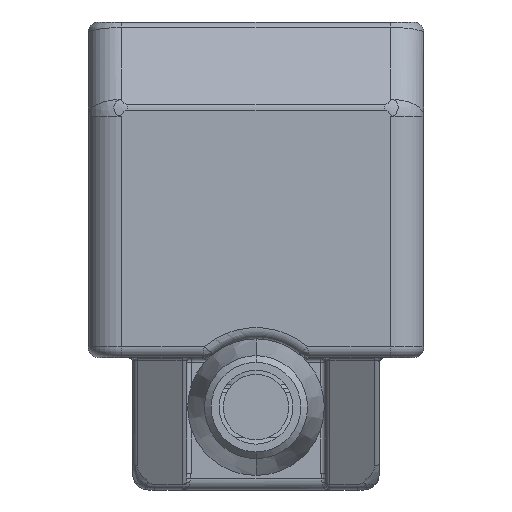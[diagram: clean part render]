
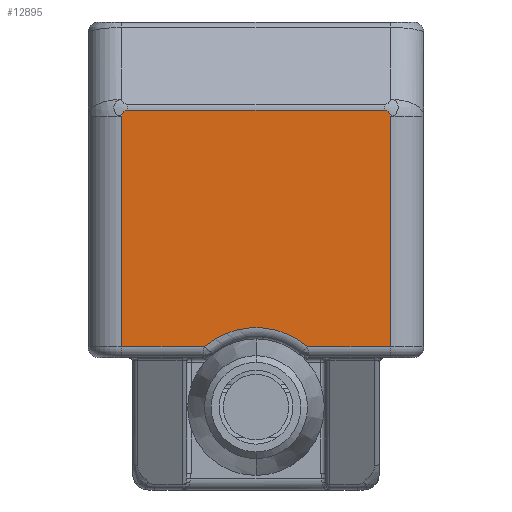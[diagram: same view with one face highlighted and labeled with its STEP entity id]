
A CAD part, front view. The second image highlights one B-rep face of the part: STEP entity #12895.
In plain terms, the highlighted planar face has unit normal (0, -1, 0).
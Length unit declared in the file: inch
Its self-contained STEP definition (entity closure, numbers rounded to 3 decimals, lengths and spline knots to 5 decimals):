
#733=CARTESIAN_POINT('',(-0.09074,-0.67913,
-0.24803));
#759=CARTESIAN_POINT('',(0.,-0.67913,-0.35433));
#760=DIRECTION('',(0.,1.,0.));
#761=DIRECTION('',(-0.649,0.,0.761));
#762=AXIS2_PLACEMENT_3D('',#759,#760,#761);
#764=CARTESIAN_POINT('',(0.09074,-0.67913,
-0.24803));
#792=DIRECTION('',(-1.,0.,0.));
#793=VECTOR('',#792,0.14548);
#794=CARTESIAN_POINT('',(0.23622,-0.67913,
-0.24803));
#795=LINE('',#794,#793);
#805=CARTESIAN_POINT('',(-0.23622,-0.67913,
0.1574));
#806=CARTESIAN_POINT('',(-0.23608,-0.67913,
0.16249));
#807=CARTESIAN_POINT('',(-0.23076,-0.67913,
0.16795));
#808=CARTESIAN_POINT('',(-0.22567,-0.67913,
0.16795));
#810=CARTESIAN_POINT('',(0.23622,-0.67913,
0.1574));
#811=CARTESIAN_POINT('',(0.23608,-0.67913,
0.16249));
#812=CARTESIAN_POINT('',(0.23076,-0.67913,
0.16795));
#813=CARTESIAN_POINT('',(0.22567,-0.67913,
0.16795));
#819=DIRECTION('',(0.,0.,1.));
#820=VECTOR('',#819,0.40544);
#821=CARTESIAN_POINT('',(0.23622,-0.67913,
-0.24803));
#822=LINE('',#821,#820);
#1004=DIRECTION('',(0.,0.,-1.));
#1005=VECTOR('',#1004,0.40544);
#1006=CARTESIAN_POINT('',(-0.23622,-0.67913,
0.1574));
#1007=LINE('',#1006,#1005);
#7486=DIRECTION('',(-1.,0.,0.));
#7487=VECTOR('',#7486,0.14548);
#7488=CARTESIAN_POINT('',(-0.09074,-0.67913,
-0.24803));
#7489=LINE('',#7488,#7487);
#8245=DIRECTION('',(-1.,0.,0.));
#8246=VECTOR('',#8245,0.45134);
#8247=CARTESIAN_POINT('',(0.22567,-0.67913,
0.16795));
#8248=LINE('',#8247,#8246);
#9424=VERTEX_POINT('',#810);
#9425=VERTEX_POINT('',#813);
#9431=CARTESIAN_POINT('',(-0.22567,-0.67913,
0.16795));
#9432=VERTEX_POINT('',#9431);
#9433=VERTEX_POINT('',#805);
#11097=CARTESIAN_POINT('',(0.23622,-0.67913,
-0.24803));
#11098=VERTEX_POINT('',#11097);
#11115=CARTESIAN_POINT('',(-0.23622,-0.67913,
-0.24803));
#11116=VERTEX_POINT('',#11115);
#11124=VERTEX_POINT('',#764);
#11126=VERTEX_POINT('',#733);
#12874=CARTESIAN_POINT('',(-0.29528,-0.67913,
0.01969));
#12875=DIRECTION('',(0.,-1.,0.));
#12876=DIRECTION('',(1.,0.,0.));
#12877=AXIS2_PLACEMENT_3D('',#12874,#12875,#12876);
#12878=PLANE('',#12877);
#12880=ORIENTED_EDGE('',*,*,#12879,.F.);
#12881=ORIENTED_EDGE('',*,*,#12865,.T.);
#12882=ORIENTED_EDGE('',*,*,#12805,.F.);
#12884=ORIENTED_EDGE('',*,*,#12883,.T.);
#12886=ORIENTED_EDGE('',*,*,#12885,.F.);
#12888=ORIENTED_EDGE('',*,*,#12887,.T.);
#12890=ORIENTED_EDGE('',*,*,#12889,.F.);
#12892=ORIENTED_EDGE('',*,*,#12891,.F.);
#12893=EDGE_LOOP('',(#12880,#12881,#12882,#12884,#12886,#12888,#12890,#12892));
#12894=FACE_OUTER_BOUND('',#12893,.F.);
#12895=ADVANCED_FACE('',(#12894),#12878,.T.);
#763=CIRCLE('',#762,0.13976);
#809=B_SPLINE_CURVE_WITH_KNOTS('',3,(#805,#806,#807,#808),.UNSPECIFIED.,.F.,.F.,
(4,4),(0.,1.),.UNSPECIFIED.);
#814=B_SPLINE_CURVE_WITH_KNOTS('',3,(#810,#811,#812,#813),.UNSPECIFIED.,.F.,.F.,
(4,4),(0.,1.),.UNSPECIFIED.);
#12805=EDGE_CURVE('',#11126,#11124,#763,.T.);
#12865=EDGE_CURVE('',#11098,#11124,#795,.T.);
#12879=EDGE_CURVE('',#11098,#9424,#822,.T.);
#12883=EDGE_CURVE('',#11126,#11116,#7489,.T.);
#12885=EDGE_CURVE('',#9433,#11116,#1007,.T.);
#12887=EDGE_CURVE('',#9433,#9432,#809,.T.);
#12889=EDGE_CURVE('',#9425,#9432,#8248,.T.);
#12891=EDGE_CURVE('',#9424,#9425,#814,.T.);
